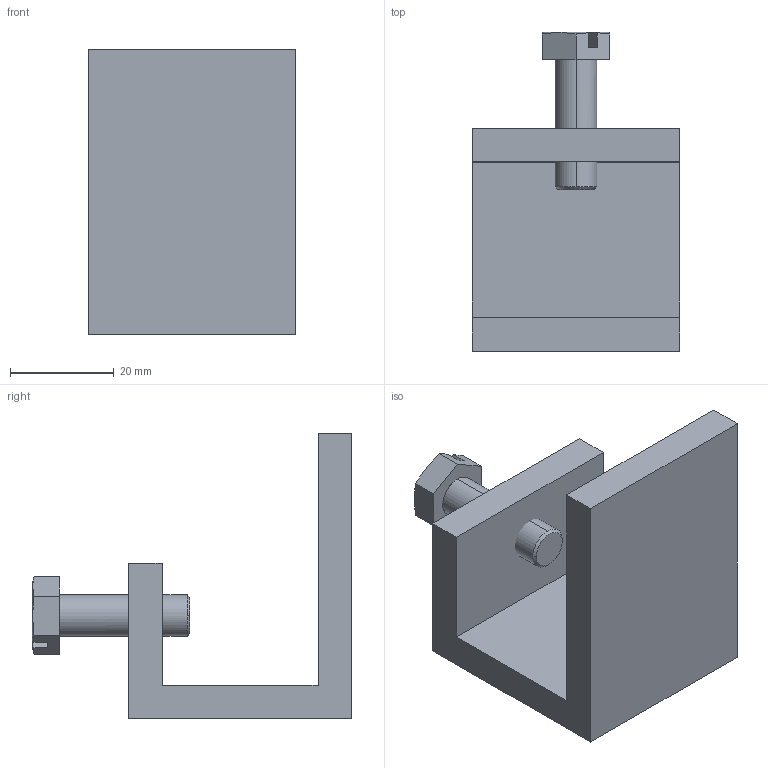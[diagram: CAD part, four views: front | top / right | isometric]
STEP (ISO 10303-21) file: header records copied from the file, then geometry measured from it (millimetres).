
FILE_DESCRIPTION(/* description */ (''),/* implementation_level */ '2;1');
FILE_NAME(/* name */ '6003869',/* time_stamp */ '2016-03-29T09:11:36+02:00',/* author */ (''),/* organization */ (''),/* preprocessor_version */ 'ST-DEVELOPER v15',/* originating_system */ '',/* authorisation */ '');
FILE_SCHEMA (('CONFIG_CONTROL_DESIGN'));
Length unit declared in the file: millimetre
Products named in the file (2): Document; 6003869
Assembly tree (1 placements, depth 2):
  Document
    6003869
Bounding box: 40 x 61.51 x 55 mm (x, y, z)
Volume: 31638.1 mm3; surface area: 12492.3 mm2
Topology: 2 solids, 2 shells, 39 faces, 100 edges, 66 vertices
Faces by surface type: plane 23, bspline 16
Entity records: 1629 total; most frequent: CARTESIAN_POINT 809, ORIENTED_EDGE 200, EDGE_CURVE 100, B_SPLINE_CURVE_WITH_KNOTS 76, VERTEX_POINT 66, EDGE_LOOP 42, ADVANCED_FACE 39, FACE_OUTER_BOUND 39
